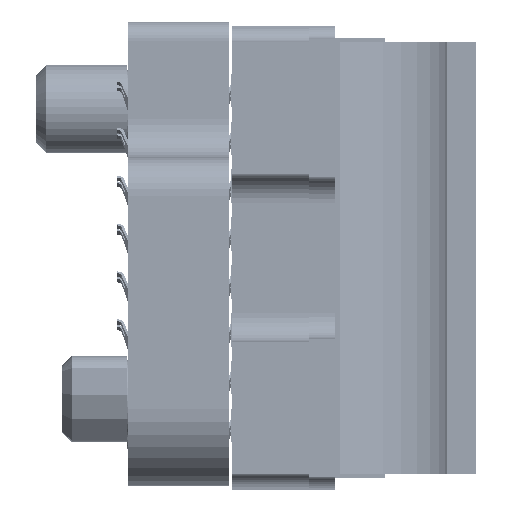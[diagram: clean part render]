
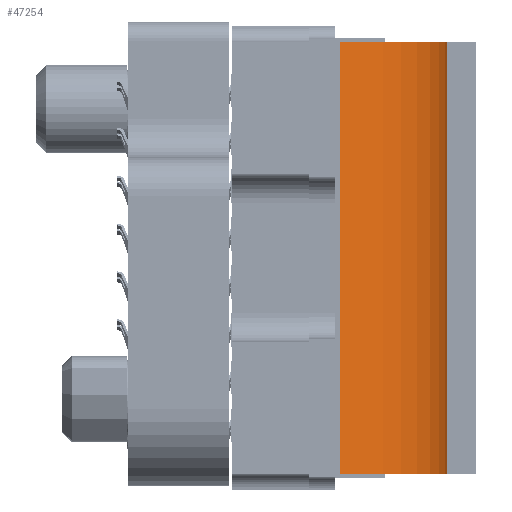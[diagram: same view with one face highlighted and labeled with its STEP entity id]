
A CAD part, left-side view. The second image highlights one B-rep face of the part: STEP entity #47254.
In plain terms, the highlighted cylindrical face has radius 2.249 mm (diameter 4.498 mm), a partial arc.
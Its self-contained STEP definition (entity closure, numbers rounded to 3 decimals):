
#2147=CYLINDRICAL_SURFACE('',#49665,2.249);
#2744=CIRCLE('',#49642,2.249);
#2745=CIRCLE('',#49646,2.249);
#6092=FACE_OUTER_BOUND('',#8375,.T.);
#8375=EDGE_LOOP('',(#32287,#32288,#32289,#32290));
#11806=LINE('',#69130,#16308);
#11807=LINE('',#69132,#16309);
#16308=VECTOR('',#54767,1.);
#16309=VECTOR('',#54770,1.);
#20746=VERTEX_POINT('',#69014);
#20747=VERTEX_POINT('',#69016);
#20753=VERTEX_POINT('',#69034);
#20754=VERTEX_POINT('',#69036);
#25366=EDGE_CURVE('',#20747,#20746,#2744,.T.);
#25376=EDGE_CURVE('',#20754,#20753,#2745,.T.);
#25424=EDGE_CURVE('',#20746,#20754,#11806,.T.);
#25425=EDGE_CURVE('',#20753,#20747,#11807,.T.);
#32287=ORIENTED_EDGE('',*,*,#25366,.T.);
#32288=ORIENTED_EDGE('',*,*,#25424,.T.);
#32289=ORIENTED_EDGE('',*,*,#25376,.T.);
#32290=ORIENTED_EDGE('',*,*,#25425,.T.);
#47254=ADVANCED_FACE('',(#6092),#2147,.T.);
#49642=AXIS2_PLACEMENT_3D('',#69017,#54674,#54675);
#49646=AXIS2_PLACEMENT_3D('',#69037,#54691,#54692);
#49665=AXIS2_PLACEMENT_3D('',#69131,#54768,#54769);
#54674=DIRECTION('center_axis',(0.,-1.,0.));
#54675=DIRECTION('ref_axis',(0.,0.,-1.));
#54691=DIRECTION('center_axis',(0.,1.,0.));
#54692=DIRECTION('ref_axis',(0.,0.,-1.));
#54767=DIRECTION('',(0.,-1.,0.));
#54768=DIRECTION('center_axis',(0.,-1.,0.));
#54769=DIRECTION('ref_axis',(0.,0.,-1.));
#54770=DIRECTION('',(0.,1.,0.));
#69014=CARTESIAN_POINT('',(-8.59,3.345,1.689));
#69016=CARTESIAN_POINT('',(-6.422,3.345,3.339));
#69017=CARTESIAN_POINT('Origin',(-6.422,3.345,1.09));
#69034=CARTESIAN_POINT('',(-6.422,-3.345,3.339));
#69036=CARTESIAN_POINT('',(-8.59,-3.345,1.689));
#69037=CARTESIAN_POINT('Origin',(-6.422,-3.345,1.09));
#69130=CARTESIAN_POINT('',(-8.59,0.,1.689));
#69131=CARTESIAN_POINT('Origin',(-6.422,3.479,1.09));
#69132=CARTESIAN_POINT('',(-6.422,3.479,3.339));
